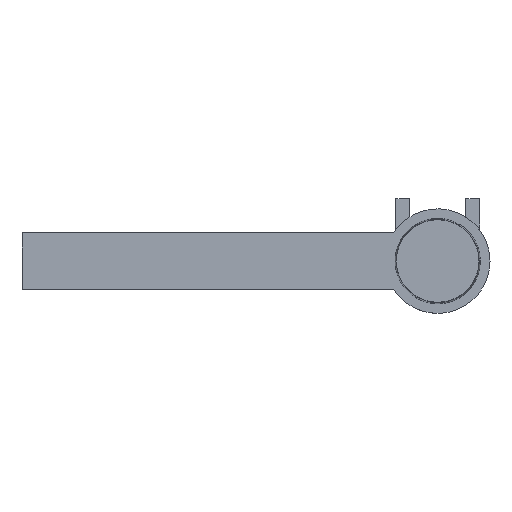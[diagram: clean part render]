
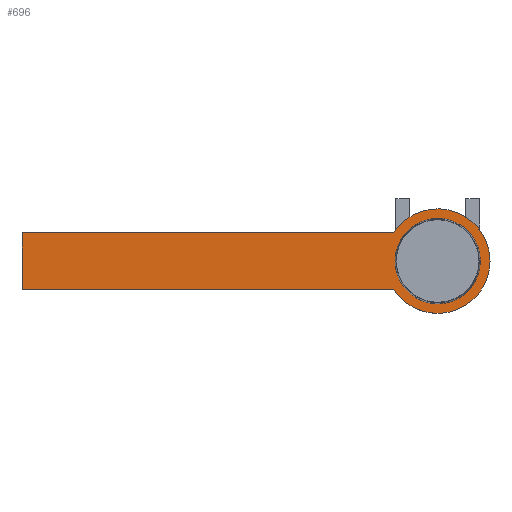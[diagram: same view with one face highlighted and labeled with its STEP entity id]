
A CAD part, top view. The second image highlights one B-rep face of the part: STEP entity #696.
In plain terms, the highlighted face is planar.
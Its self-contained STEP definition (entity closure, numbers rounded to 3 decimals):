
#37=FACE_BOUND('',#135,.T.);
#41=CIRCLE('',#756,1.55);
#46=CIRCLE('',#764,1.9);
#91=FACE_OUTER_BOUND('',#134,.T.);
#134=EDGE_LOOP('',(#498,#499,#500,#501));
#135=EDGE_LOOP('',(#502));
#170=LINE('',#1042,#233);
#172=LINE('',#1048,#235);
#175=LINE('',#1053,#238);
#233=VECTOR('',#828,10.);
#235=VECTOR('',#832,10.);
#238=VECTOR('',#837,1000.);
#294=VERTEX_POINT('',#1036);
#296=VERTEX_POINT('',#1040);
#297=VERTEX_POINT('',#1044);
#299=VERTEX_POINT('',#1047);
#307=VERTEX_POINT('',#1100);
#366=EDGE_CURVE('',#294,#296,#170,.T.);
#368=EDGE_CURVE('',#297,#299,#172,.T.);
#371=EDGE_CURVE('',#299,#296,#175,.T.);
#379=EDGE_CURVE('',#307,#307,#41,.T.);
#385=EDGE_CURVE('',#294,#297,#46,.T.);
#498=ORIENTED_EDGE('',*,*,#385,.F.);
#499=ORIENTED_EDGE('',*,*,#366,.T.);
#500=ORIENTED_EDGE('',*,*,#371,.F.);
#501=ORIENTED_EDGE('',*,*,#368,.F.);
#502=ORIENTED_EDGE('',*,*,#379,.T.);
#668=PLANE('',#765);
#696=ADVANCED_FACE('',(#91,#37),#668,.F.);
#756=AXIS2_PLACEMENT_3D('',#1101,#853,#854);
#764=AXIS2_PLACEMENT_3D('',#1111,#870,#871);
#765=AXIS2_PLACEMENT_3D('',#1112,#872,#873);
#828=DIRECTION('',(1.,0.,0.));
#832=DIRECTION('',(1.,0.,0.));
#837=DIRECTION('',(0.,0.,1.));
#853=DIRECTION('center_axis',(0.,-1.,0.));
#854=DIRECTION('ref_axis',(1.,0.,0.));
#870=DIRECTION('center_axis',(0.,-1.,0.));
#871=DIRECTION('ref_axis',(1.,0.,0.));
#872=DIRECTION('center_axis',(0.,-1.,0.));
#873=DIRECTION('ref_axis',(1.,0.,0.));
#1036=CARTESIAN_POINT('',(1.6,0.,1.025));
#1040=CARTESIAN_POINT('',(15.1,0.,1.025));
#1042=CARTESIAN_POINT('',(1.6,0.,1.025));
#1044=CARTESIAN_POINT('',(1.6,0.,-1.025));
#1047=CARTESIAN_POINT('',(15.1,0.,-1.025));
#1048=CARTESIAN_POINT('',(1.6,0.,-1.025));
#1053=CARTESIAN_POINT('',(15.1,0.,0.));
#1100=CARTESIAN_POINT('',(-1.55,0.,0.));
#1101=CARTESIAN_POINT('Origin',(0.,0.,0.));
#1111=CARTESIAN_POINT('Origin',(0.,0.,0.));
#1112=CARTESIAN_POINT('Origin',(-1.9,0.,
0.));
